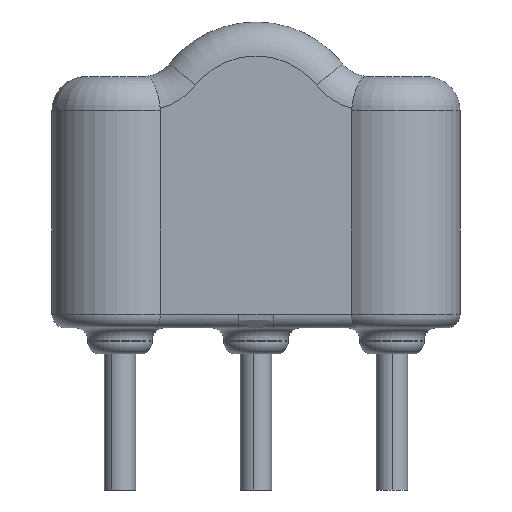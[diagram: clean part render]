
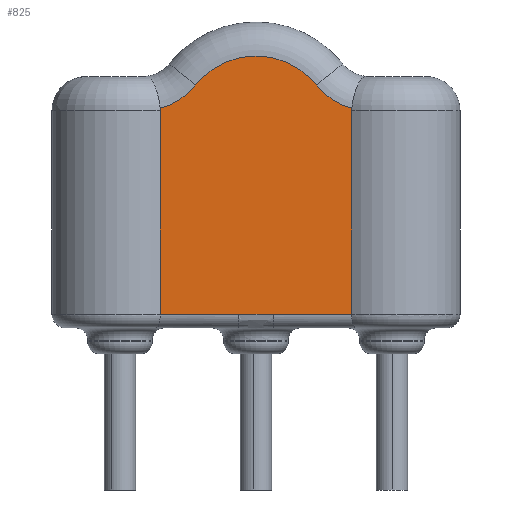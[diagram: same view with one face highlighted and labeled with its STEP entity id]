
A CAD part, front view. The second image highlights one B-rep face of the part: STEP entity #825.
In plain terms, the highlighted planar face has unit normal (0, -1, 0).
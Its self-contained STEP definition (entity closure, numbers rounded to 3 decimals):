
#66 = VERTEX_POINT('',#67);
#67 = CARTESIAN_POINT('',(4.289,-1.005,4.735)
  );
#93 = VERTEX_POINT('',#94);
#94 = CARTESIAN_POINT('',(4.291,-1.005,4.778)
  );
#111 = EDGE_CURVE('',#66,#93,#112,.T.);
#112 = B_SPLINE_CURVE_WITH_KNOTS('',3,(#113,#114,#115,#116),
  .UNSPECIFIED.,.F.,.F.,(4,4),(0.,0.),
  .PIECEWISE_BEZIER_KNOTS.);
#113 = CARTESIAN_POINT('',(4.289,-1.005,4.735
    ));
#114 = CARTESIAN_POINT('',(4.289,-1.005,4.749
    ));
#115 = CARTESIAN_POINT('',(4.29,-1.005,4.764)
  );
#116 = CARTESIAN_POINT('',(4.291,-1.005,4.778
    ));
#796 = EDGE_CURVE('',#797,#66,#799,.T.);
#797 = VERTEX_POINT('',#798);
#798 = CARTESIAN_POINT('',(4.289,-1.005,0.931)
  );
#799 = LINE('',#800,#801);
#800 = CARTESIAN_POINT('',(4.289,-1.005,0.677)
  );
#801 = VECTOR('',#802,1.);
#802 = DIRECTION('',(-0.,0.,1.));
#825 = ADVANCED_FACE('',(#826),#900,.F.);
#826 = FACE_BOUND('',#827,.T.);
#827 = EDGE_LOOP('',(#828,#838,#846,#858,#864,#865,#866,#875,#884,#893)
  );
#828 = ORIENTED_EDGE('',*,*,#829,.F.);
#829 = EDGE_CURVE('',#830,#832,#834,.T.);
#830 = VERTEX_POINT('',#831);
#831 = CARTESIAN_POINT('',(0.717,-1.005,0.931)
  );
#832 = VERTEX_POINT('',#833);
#833 = CARTESIAN_POINT('',(0.717,-1.005,4.735
    ));
#834 = LINE('',#835,#836);
#835 = CARTESIAN_POINT('',(0.717,-1.005,0.677)
  );
#836 = VECTOR('',#837,1.);
#837 = DIRECTION('',(-0.,0.,1.));
#838 = ORIENTED_EDGE('',*,*,#839,.T.);
#839 = EDGE_CURVE('',#830,#840,#842,.T.);
#840 = VERTEX_POINT('',#841);
#841 = CARTESIAN_POINT('',(2.182,-1.005,0.931)
  );
#842 = LINE('',#843,#844);
#843 = CARTESIAN_POINT('',(4.289,-1.005,0.931)
  );
#844 = VECTOR('',#845,1.);
#845 = DIRECTION('',(1.,0.,0.));
#846 = ORIENTED_EDGE('',*,*,#847,.T.);
#847 = EDGE_CURVE('',#840,#848,#850,.T.);
#848 = VERTEX_POINT('',#849);
#849 = CARTESIAN_POINT('',(2.824,-1.005,0.931)
  );
#850 = B_SPLINE_CURVE_WITH_KNOTS('',3,(#851,#852,#853,#854,#855,#856,
    #857),.UNSPECIFIED.,.F.,.F.,(4,3,4),(0.,0.,
    0.001),.PIECEWISE_BEZIER_KNOTS.);
#851 = CARTESIAN_POINT('',(2.182,-1.005,0.931)
  );
#852 = CARTESIAN_POINT('',(2.289,-1.005,0.931)
  );
#853 = CARTESIAN_POINT('',(2.396,-1.005,0.926)
  );
#854 = CARTESIAN_POINT('',(2.503,-1.005,0.926
    ));
#855 = CARTESIAN_POINT('',(2.61,-1.005,0.926
    ));
#856 = CARTESIAN_POINT('',(2.717,-1.005,0.931)
  );
#857 = CARTESIAN_POINT('',(2.824,-1.005,0.931)
  );
#858 = ORIENTED_EDGE('',*,*,#859,.T.);
#859 = EDGE_CURVE('',#848,#797,#860,.T.);
#860 = LINE('',#861,#862);
#861 = CARTESIAN_POINT('',(4.289,-1.005,0.931)
  );
#862 = VECTOR('',#863,1.);
#863 = DIRECTION('',(1.,0.,0.));
#864 = ORIENTED_EDGE('',*,*,#796,.T.);
#865 = ORIENTED_EDGE('',*,*,#111,.T.);
#866 = ORIENTED_EDGE('',*,*,#867,.T.);
#867 = EDGE_CURVE('',#93,#868,#870,.T.);
#868 = VERTEX_POINT('',#869);
#869 = CARTESIAN_POINT('',(3.628,-1.005,5.213
    ));
#870 = CIRCLE('',#871,1.27);
#871 = AXIS2_PLACEMENT_3D('',#872,#873,#874);
#872 = CARTESIAN_POINT('',(4.621,-1.005,6.005
    ));
#873 = DIRECTION('',(0.,1.,0.));
#874 = DIRECTION('',(1.,0.,0.));
#875 = ORIENTED_EDGE('',*,*,#876,.T.);
#876 = EDGE_CURVE('',#868,#877,#879,.T.);
#877 = VERTEX_POINT('',#878);
#878 = CARTESIAN_POINT('',(1.378,-1.005,5.213
    ));
#879 = CIRCLE('',#880,1.439);
#880 = AXIS2_PLACEMENT_3D('',#881,#882,#883);
#881 = CARTESIAN_POINT('',(2.503,-1.005,4.315
    ));
#882 = DIRECTION('',(0.,-1.,0.));
#883 = DIRECTION('',(1.,0.,0.));
#884 = ORIENTED_EDGE('',*,*,#885,.T.);
#885 = EDGE_CURVE('',#877,#886,#888,.T.);
#886 = VERTEX_POINT('',#887);
#887 = CARTESIAN_POINT('',(0.715,-1.005,4.778
    ));
#888 = CIRCLE('',#889,1.27);
#889 = AXIS2_PLACEMENT_3D('',#890,#891,#892);
#890 = CARTESIAN_POINT('',(0.386,-1.005,6.005
    ));
#891 = DIRECTION('',(0.,1.,0.));
#892 = DIRECTION('',(1.,0.,0.));
#893 = ORIENTED_EDGE('',*,*,#894,.T.);
#894 = EDGE_CURVE('',#886,#832,#895,.T.);
#895 = B_SPLINE_CURVE_WITH_KNOTS('',3,(#896,#897,#898,#899),
  .UNSPECIFIED.,.F.,.F.,(4,4),(0.,0.),
  .PIECEWISE_BEZIER_KNOTS.);
#896 = CARTESIAN_POINT('',(0.715,-1.005,4.778
    ));
#897 = CARTESIAN_POINT('',(0.716,-1.005,4.764
    ));
#898 = CARTESIAN_POINT('',(0.717,-1.005,4.749
    ));
#899 = CARTESIAN_POINT('',(0.717,-1.005,4.735
    ));
#900 = PLANE('',#901);
#901 = AXIS2_PLACEMENT_3D('',#902,#903,#904);
#902 = CARTESIAN_POINT('',(0.717,-1.005,0.677)
  );
#903 = DIRECTION('',(0.,1.,0.));
#904 = DIRECTION('',(1.,0.,0.));
